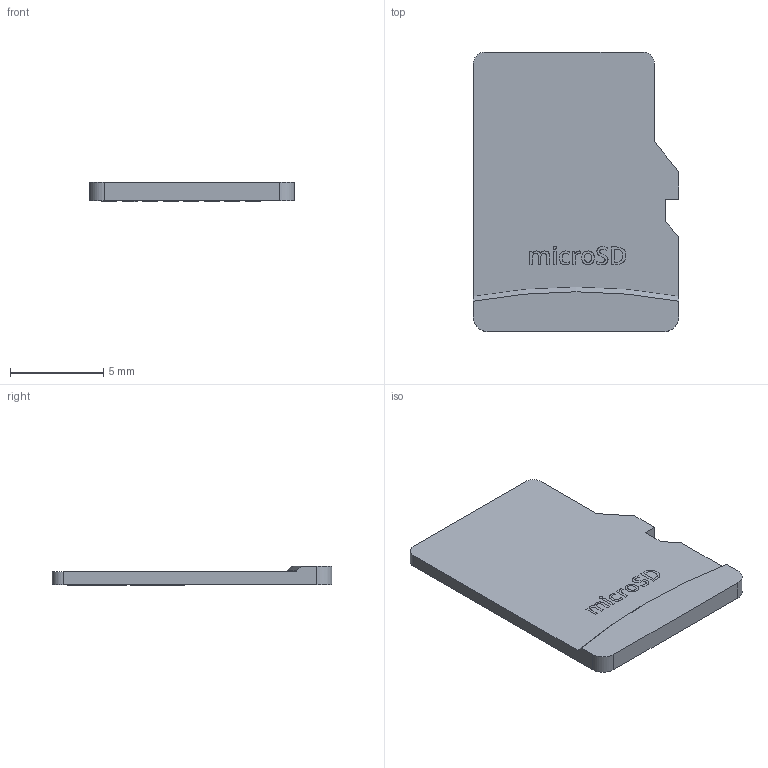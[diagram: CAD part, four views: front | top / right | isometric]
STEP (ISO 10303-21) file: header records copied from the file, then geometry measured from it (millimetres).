
FILE_DESCRIPTION(('FreeCAD Model'),'2;1');
FILE_NAME('Open CASCADE Shape Model','2024-07-09T09:58:12',(''),(''), 'Open CASCADE STEP processor 7.6','FreeCAD','Unknown');
FILE_SCHEMA(('AUTOMOTIVE_DESIGN { 1 0 10303 214 1 1 1 1 }'));
Length unit declared in the file: millimetre
Products named in the file (64): microSD; contacts; cont002; cont003; cont005; cont006; cont007; cont008; cont001; cont004; body; sillk; microSD009; microSD001; microSD002; microSD003; microSD004; microSD005; microSD006; microSD007; microSD008; DATA007; DATA2; DATA003; DATA004; DATA005; DATA006; DATA015; DATA3; DATA008; DATA009; DATA010; DATA011; DATA012; DATA013; DATA014; CMD003; CMD; CMD001; CMD002 ...
Assembly tree (63 placements, depth 4):
  microSD
    contacts
      cont002
      cont003
      cont005
      cont006
      cont007
      cont008
      cont001
      cont004
    body
    sillk
      microSD009
        microSD001
        microSD002
        microSD003
        microSD004
        microSD005
        microSD006
        microSD007
        microSD008
      DATA007
        DATA2
        DATA003
        DATA004
        DATA005
        DATA006
      DATA015
        DATA3
        DATA008
        DATA009
        DATA010
        DATA011
        DATA012
        DATA013
        DATA014
      CMD003
        CMD
        CMD001
        CMD002
      VDD003
        VDD
        VDD001
        VDD002
      CLK003
        CLK
        CLK001
        CLK002
      GND003
        GND
        GND001
        GND002
      DATA020
        DATA0
        DATA016
        DATA017
        DATA018
        DATA019
      DATA025
        DATA1
Bounding box: 11 x 15 x 1.06 mm (x, y, z)
Volume: 118.2 mm3; surface area: 401 mm2
Topology: 9 solids, 52 shells, 110 faces, 719 edges, 670 vertices
Faces by surface type: plane 104, cylinder 5, cone 1
Entity records: 8425 total; most frequent: CARTESIAN_POINT 2111, ORIENTED_EDGE 866, DIRECTION 806, EDGE_CURVE 719, VERTEX_POINT 670, LINE 432, VECTOR 432, B_SPLINE_CURVE_WITH_KNOTS 274
